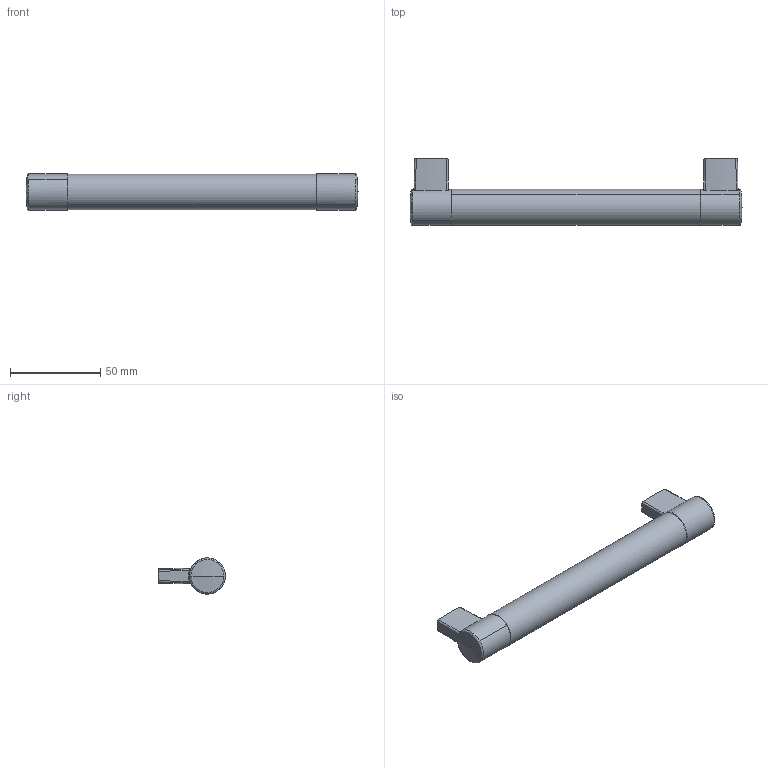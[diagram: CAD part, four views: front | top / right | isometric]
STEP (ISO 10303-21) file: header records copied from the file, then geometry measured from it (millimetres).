
FILE_DESCRIPTION(('Creo Elements/Direct Modeling STEP Export'),'2;1');
FILE_NAME('H191-183.stp','2023-05-31T11:33:22',(''),(''),'Creo Elements/Direct Modeling STEP processor for AP214 (Solid Model)','Creo Elements/Direct Modeling 20.0 12-Nov-2016 (C) Parametric Technology GmbH','');
FILE_SCHEMA(('AUTOMOTIVE_DESIGN { 1 0 10303 214 1 1 1 1 }'));
Length unit declared in the file: millimetre
Products named in the file (3): Griffteil.1; Griffrolle; H191-183
Assembly tree (3 placements, depth 2):
  H191-183
    Griffrolle
    Griffteil.1  x2
Bounding box: 183.5 x 37 x 19.97 mm (x, y, z)
Volume: 52112 mm3; surface area: 18567.5 mm2
Topology: 3 solids, 3 shells, 124 faces, 318 edges, 206 vertices
Faces by surface type: cone 32, bspline 28, plane 26, cylinder 18, torus 16, sphere 4
Entity records: 4598 total; most frequent: CARTESIAN_POINT 3130, ORIENTED_EDGE 320, DIRECTION 244, EDGE_CURVE 160, AXIS2_PLACEMENT_3D 111, VERTEX_POINT 105, EDGE_LOOP 69, FACE_OUTER_BOUND 64
